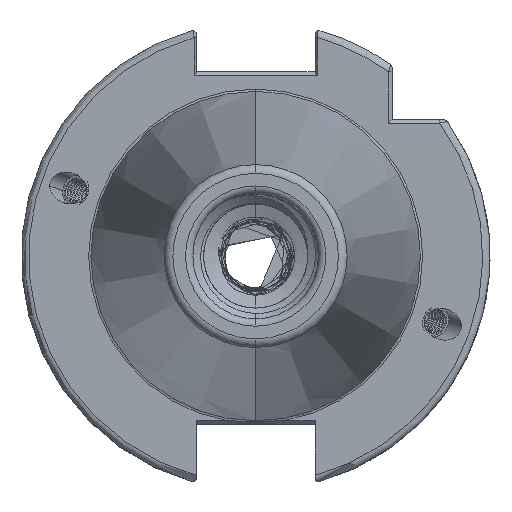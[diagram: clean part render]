
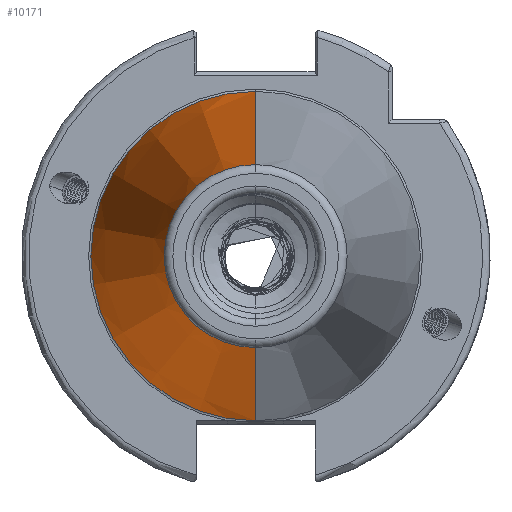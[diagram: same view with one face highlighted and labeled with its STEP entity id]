
A CAD part, left-side view. The second image highlights one B-rep face of the part: STEP entity #10171.
In plain terms, the highlighted conical face has half-angle 8.297 degrees and reference radius 22.692 mm.
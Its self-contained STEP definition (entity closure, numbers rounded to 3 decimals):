
#731 = EDGE_LOOP ( 'NONE', ( #8568, #8571, #8592, #8617 ) ) ;
#1077 = VERTEX_POINT ( 'NONE', #13295 ) ;
#1090 = VERTEX_POINT ( 'NONE', #13325 ) ;
#1103 = VERTEX_POINT ( 'NONE', #13329 ) ;
#1150 = VERTEX_POINT ( 'NONE', #13340 ) ;
#2447 = AXIS2_PLACEMENT_3D ( 'NONE', #9328, #9334, #9329 ) ;
#2453 = AXIS2_PLACEMENT_3D ( 'NONE', #9033, #9000, #9019 ) ;
#4793 = DIRECTION ( 'NONE',  ( 0.99, 0., 0.144 ) ) ;
#4804 = CARTESIAN_POINT ( 'NONE',  ( 0., 0., 22.692 ) ) ;
#7847 = CARTESIAN_POINT ( 'NONE',  ( 0., 0., 0. ) ) ;
#7848 = DIRECTION ( 'NONE',  ( 0., 0., -1. ) ) ;
#7850 = DIRECTION ( 'NONE',  ( 1., 0., 0. ) ) ;
#8568 = ORIENTED_EDGE ( 'NONE', *, *, #9775, .T. ) ;
#8571 = ORIENTED_EDGE ( 'NONE', *, *, #9728, .T. ) ;
#8592 = ORIENTED_EDGE ( 'NONE', *, *, #9741, .F. ) ;
#8617 = ORIENTED_EDGE ( 'NONE', *, *, #9776, .F. ) ;
#8960 = CARTESIAN_POINT ( 'NONE',  ( 0., 0., -22.692 ) ) ;
#8983 = DIRECTION ( 'NONE',  ( 0.99, 0., -0.144 ) ) ;
#9000 = DIRECTION ( 'NONE',  ( 1., 0., 0. ) ) ;
#9019 = DIRECTION ( 'NONE',  ( 0., 0., 1. ) ) ;
#9033 = CARTESIAN_POINT ( 'NONE',  ( -70.573, 0., 0. ) ) ;
#9328 = CARTESIAN_POINT ( 'NONE',  ( -2.5, 0., 0. ) ) ;
#9329 = DIRECTION ( 'NONE',  ( 0., 0., -1. ) ) ;
#9334 = DIRECTION ( 'NONE',  ( 1., 0., 0. ) ) ;
#9570 = AXIS2_PLACEMENT_3D ( 'NONE', #7847, #7850, #7848 ) ;
#9728 = EDGE_CURVE ( 'NONE', #1077, #1103, #15738, .T. ) ;
#9741 = EDGE_CURVE ( 'NONE', #1090, #1103, #14785, .T. ) ;
#9775 = EDGE_CURVE ( 'NONE', #1150, #1077, #14825, .T. ) ;
#9776 = EDGE_CURVE ( 'NONE', #1150, #1090, #14779, .T. ) ;
#10171 = ADVANCED_FACE ( 'NONE', ( #10359 ), #10338, .T. ) ;
#10338 = CONICAL_SURFACE ( 'NONE', #9570, 22.692, 0.145 ) ;
#10359 = FACE_OUTER_BOUND ( 'NONE', #731, .T. ) ;
#13295 = CARTESIAN_POINT ( 'NONE',  ( -70.573, 0., 12.4 ) ) ;
#13325 = CARTESIAN_POINT ( 'NONE',  ( -2.5, 0., -22.327 ) ) ;
#13329 = CARTESIAN_POINT ( 'NONE',  ( -2.5, 0., 22.327 ) ) ;
#13340 = CARTESIAN_POINT ( 'NONE',  ( -70.573, 0., -12.4 ) ) ;
#14779 = LINE ( 'NONE', #8960, #14827 ) ;
#14785 = CIRCLE ( 'NONE', #2447, 22.327 ) ;
#14825 = CIRCLE ( 'NONE', #2453, 12.4 ) ;
#14827 = VECTOR ( 'NONE', #8983, 1000. ) ;
#15727 = VECTOR ( 'NONE', #4793, 1000. ) ;
#15738 = LINE ( 'NONE', #4804, #15727 ) ;
